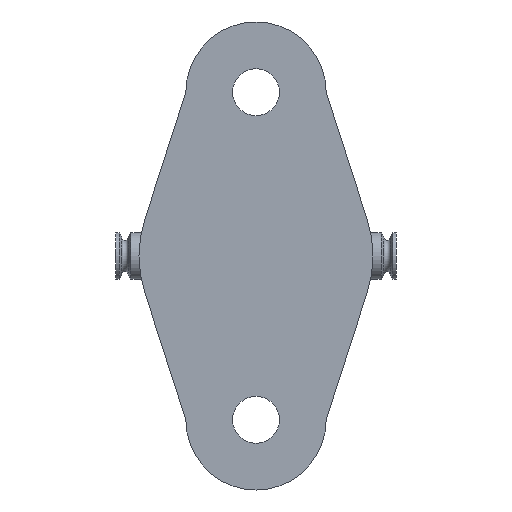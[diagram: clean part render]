
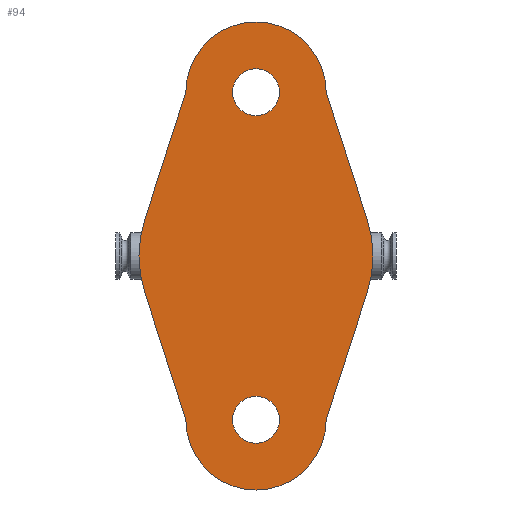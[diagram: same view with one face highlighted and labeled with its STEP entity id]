
A CAD part, front view. The second image highlights one B-rep face of the part: STEP entity #94.
In plain terms, the highlighted planar face has unit normal (0, -1, 0).
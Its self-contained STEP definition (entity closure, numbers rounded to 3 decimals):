
#94=ADVANCED_FACE('',(#462,#464,#466),#468,.F.);
#462=FACE_BOUND('',#463,.T.);
#463=EDGE_LOOP('',(#1325,#1326,#1327,#1328,#1329,#1330,#1331,#1332));
#464=FACE_BOUND('',#465,.T.);
#465=EDGE_LOOP('',(#1333));
#466=FACE_BOUND('',#467,.T.);
#467=EDGE_LOOP('',(#1334));
#468=PLANE('',#469);
#469=AXIS2_PLACEMENT_3D('',#470,#471,#472);
#470=CARTESIAN_POINT('',(0.,0.,0.));
#471=DIRECTION('',(0.,1.,0.));
#472=DIRECTION('',(0.,0.,-1.));
#1325=ORIENTED_EDGE('',*,*,#1480,.F.);
#1326=ORIENTED_EDGE('',*,*,#1477,.F.);
#1327=ORIENTED_EDGE('',*,*,#1488,.F.);
#1328=ORIENTED_EDGE('',*,*,#1468,.F.);
#1329=ORIENTED_EDGE('',*,*,#1464,.F.);
#1330=ORIENTED_EDGE('',*,*,#1462,.F.);
#1331=ORIENTED_EDGE('',*,*,#1489,.F.);
#1332=ORIENTED_EDGE('',*,*,#1453,.F.);
#1333=ORIENTED_EDGE('',*,*,#1490,.T.);
#1334=ORIENTED_EDGE('',*,*,#1491,.T.);
#1453=EDGE_CURVE('',#1620,#1622,#1623,.T.);
#1462=EDGE_CURVE('',#1636,#1638,#1639,.T.);
#1464=EDGE_CURVE('',#1638,#1641,#1642,.T.);
#1468=EDGE_CURVE('',#1641,#1648,#1649,.T.);
#1477=EDGE_CURVE('',#1663,#1665,#1666,.T.);
#1480=EDGE_CURVE('',#1665,#1620,#1669,.T.);
#1488=EDGE_CURVE('',#1648,#1663,#1681,.T.);
#1489=EDGE_CURVE('',#1622,#1636,#1682,.T.);
#1490=EDGE_CURVE('',#1683,#1683,#1684,.T.);
#1491=EDGE_CURVE('',#1685,#1685,#1686,.T.);
#1620=VERTEX_POINT('',#2325);
#1622=VERTEX_POINT('',#2329);
#1623=LINE('',#2330,#2331);
#1636=VERTEX_POINT('',#2360);
#1638=VERTEX_POINT('',#2364);
#1639=LINE('',#2365,#2366);
#1641=VERTEX_POINT('',#2371);
#1642=CIRCLE('',#2372,15.);
#1648=VERTEX_POINT('',#2387);
#1649=LINE('',#2388,#2389);
#1663=VERTEX_POINT('',#2419);
#1665=VERTEX_POINT('',#2423);
#1666=LINE('',#2424,#2425);
#1669=CIRCLE('',#2433,15.);
#1681=CIRCLE('',#2466,25.);
#1682=CIRCLE('',#2470,25.);
#1683=VERTEX_POINT('',#2474);
#1684=CIRCLE('',#2475,5.);
#1685=VERTEX_POINT('',#2479);
#1686=CIRCLE('',#2480,5.);
#2325=CARTESIAN_POINT('',(-15.,0.,-35.));
#2329=CARTESIAN_POINT('',(-23.798,0.,-7.658));
#2330=CARTESIAN_POINT('',(-15.,0.,-35.));
#2331=VECTOR('',#2332,1.);
#2332=DIRECTION('',(-0.306,0.,0.952));
#2360=CARTESIAN_POINT('',(-23.798,0.,7.658));
#2364=CARTESIAN_POINT('',(-15.,0.,35.));
#2365=CARTESIAN_POINT('',(-23.798,0.,7.658));
#2366=VECTOR('',#2367,1.);
#2367=DIRECTION('',(0.306,0.,0.952));
#2371=CARTESIAN_POINT('',(15.,0.,35.));
#2372=AXIS2_PLACEMENT_3D('',#2373,#2374,#2375);
#2373=CARTESIAN_POINT('',(0.,0.,35.));
#2374=DIRECTION('',(0.,1.,0.));
#2375=DIRECTION('',(-1.,0.,0.));
#2387=CARTESIAN_POINT('',(23.798,0.,7.658));
#2388=CARTESIAN_POINT('',(15.,0.,35.));
#2389=VECTOR('',#2390,1.);
#2390=DIRECTION('',(0.306,0.,-0.952));
#2419=CARTESIAN_POINT('',(23.798,0.,-7.658));
#2423=CARTESIAN_POINT('',(15.,0.,-35.));
#2424=CARTESIAN_POINT('',(23.798,0.,-7.658));
#2425=VECTOR('',#2426,1.);
#2426=DIRECTION('',(-0.306,0.,-0.952));
#2433=AXIS2_PLACEMENT_3D('',#2434,#2435,#2436);
#2434=CARTESIAN_POINT('',(0.,0.,-35.));
#2435=DIRECTION('',(0.,1.,0.));
#2436=DIRECTION('',(1.,0.,0.));
#2466=AXIS2_PLACEMENT_3D('',#2467,#2468,#2469);
#2467=CARTESIAN_POINT('',(0.,0.,0.));
#2468=DIRECTION('',(0.,1.,0.));
#2469=DIRECTION('',(0.952,0.,0.306));
#2470=AXIS2_PLACEMENT_3D('',#2471,#2472,#2473);
#2471=CARTESIAN_POINT('',(0.,0.,0.));
#2472=DIRECTION('',(0.,1.,0.));
#2473=DIRECTION('',(-0.952,0.,-0.306));
#2474=CARTESIAN_POINT('',(5.,0.,35.));
#2475=AXIS2_PLACEMENT_3D('',#2476,#2477,#2478);
#2476=CARTESIAN_POINT('',(0.,0.,35.));
#2477=DIRECTION('',(0.,1.,0.));
#2478=DIRECTION('',(1.,0.,0.));
#2479=CARTESIAN_POINT('',(5.,0.,-35.));
#2480=AXIS2_PLACEMENT_3D('',#2481,#2482,#2483);
#2481=CARTESIAN_POINT('',(0.,0.,-35.));
#2482=DIRECTION('',(0.,1.,0.));
#2483=DIRECTION('',(1.,0.,0.));
